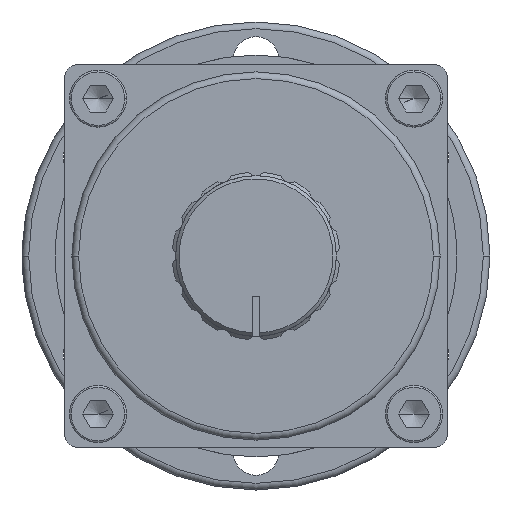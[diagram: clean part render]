
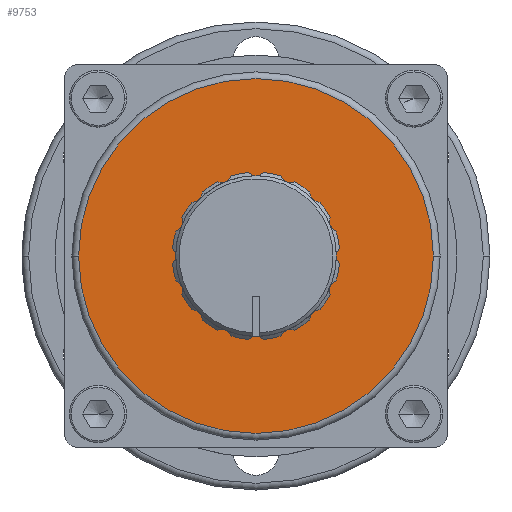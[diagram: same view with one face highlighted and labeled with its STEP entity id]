
A CAD part, front view. The second image highlights one B-rep face of the part: STEP entity #9753.
In plain terms, the highlighted planar face has unit normal (0, -1, 0).
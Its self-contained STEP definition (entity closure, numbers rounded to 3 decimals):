
#2425=CARTESIAN_POINT('',(0.,-182.6,0.));
#2426=DIRECTION('',(0.,1.,0.));
#2427=DIRECTION('',(1.,0.,0.));
#2428=AXIS2_PLACEMENT_3D('',#2425,#2426,#2427);
#2430=CARTESIAN_POINT('',(0.,-182.6,0.));
#2431=DIRECTION('',(0.,1.,0.));
#2432=DIRECTION('',(-1.,0.,0.));
#2433=AXIS2_PLACEMENT_3D('',#2430,#2431,#2432);
#2435=CARTESIAN_POINT('',(0.,-182.6,0.));
#2436=DIRECTION('',(0.,-1.,0.));
#2437=DIRECTION('',(1.,0.,0.));
#2438=AXIS2_PLACEMENT_3D('',#2435,#2436,#2437);
#2440=CARTESIAN_POINT('',(0.,-182.6,0.));
#2441=DIRECTION('',(0.,-1.,0.));
#2442=DIRECTION('',(-1.,0.,0.));
#2443=AXIS2_PLACEMENT_3D('',#2440,#2441,#2442);
#6215=CARTESIAN_POINT('',(26.5,-182.6,0.));
#6216=CARTESIAN_POINT('',(-26.5,-182.6,0.));
#6217=VERTEX_POINT('',#6215);
#6218=VERTEX_POINT('',#6216);
#6219=CARTESIAN_POINT('',(3.175,-182.6,0.));
#6220=CARTESIAN_POINT('',(-3.175,-182.6,0.));
#6221=VERTEX_POINT('',#6219);
#6222=VERTEX_POINT('',#6220);
#9737=CARTESIAN_POINT('',(0.,-182.6,0.));
#9738=DIRECTION('',(0.,1.,0.));
#9739=DIRECTION('',(1.,0.,0.));
#9740=AXIS2_PLACEMENT_3D('',#9737,#9738,#9739);
#9741=PLANE('',#9740);
#9742=ORIENTED_EDGE('',*,*,#9725,.T.);
#9744=ORIENTED_EDGE('',*,*,#9743,.T.);
#9745=EDGE_LOOP('',(#9742,#9744));
#9746=FACE_OUTER_BOUND('',#9745,.F.);
#9748=ORIENTED_EDGE('',*,*,#9747,.T.);
#9750=ORIENTED_EDGE('',*,*,#9749,.T.);
#9751=EDGE_LOOP('',(#9748,#9750));
#9752=FACE_BOUND('',#9751,.F.);
#2429=CIRCLE('',#2428,26.5);
#2434=CIRCLE('',#2433,26.5);
#2439=CIRCLE('',#2438,3.175);
#2444=CIRCLE('',#2443,3.175);
#9725=EDGE_CURVE('',#6217,#6218,#2429,.T.);
#9743=EDGE_CURVE('',#6218,#6217,#2434,.T.);
#9747=EDGE_CURVE('',#6221,#6222,#2439,.T.);
#9749=EDGE_CURVE('',#6222,#6221,#2444,.T.);
#9753=ADVANCED_FACE('',(#9746,#9752),#9741,.F.);
